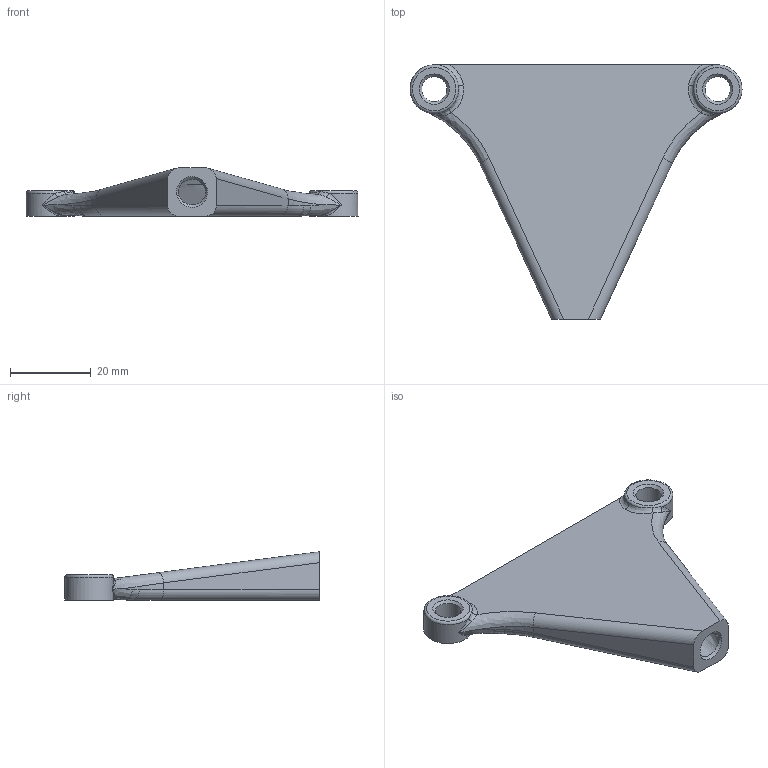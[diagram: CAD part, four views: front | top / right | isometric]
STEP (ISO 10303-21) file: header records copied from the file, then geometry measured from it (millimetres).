
FILE_DESCRIPTION(/* description */ (''),/* implementation_level */ '2;1');
FILE_NAME(/* name */ 'Air Knife Seve.step',/* time_stamp */ '2026-01-16T18:49:18-06:00',/* author */ (''),/* organization */ (''),/* preprocessor_version */ 'ST-DEVELOPER v20.1',/* originating_system */ 'Autodesk Translation Framework v14.21.0.0',/* authorisation */ '');
FILE_SCHEMA (('AUTOMOTIVE_DESIGN { 1 0 10303 214 3 1 1 }'));
Length unit declared in the file: inch
Products named in the file (1): (Unsaved)
Bounding box: 81.99 x 62.79 x 11.98 mm (x, y, z)
Volume: 13696.3 mm3; surface area: 11490.5 mm2
Topology: 1 solids, 1 shells, 52 faces, 130 edges, 80 vertices
Faces by surface type: bspline 24, plane 11, cylinder 11, torus 4, cone 2
Full cylindrical faces by diameter (mm): 6.223 x2
Entity records: 2629 total; most frequent: CARTESIAN_POINT 1441, ORIENTED_EDGE 260, DIRECTION 206, EDGE_CURVE 130, AXIS2_PLACEMENT_3D 90, VERTEX_POINT 80, EDGE_LOOP 58, FACE_OUTER_BOUND 52
